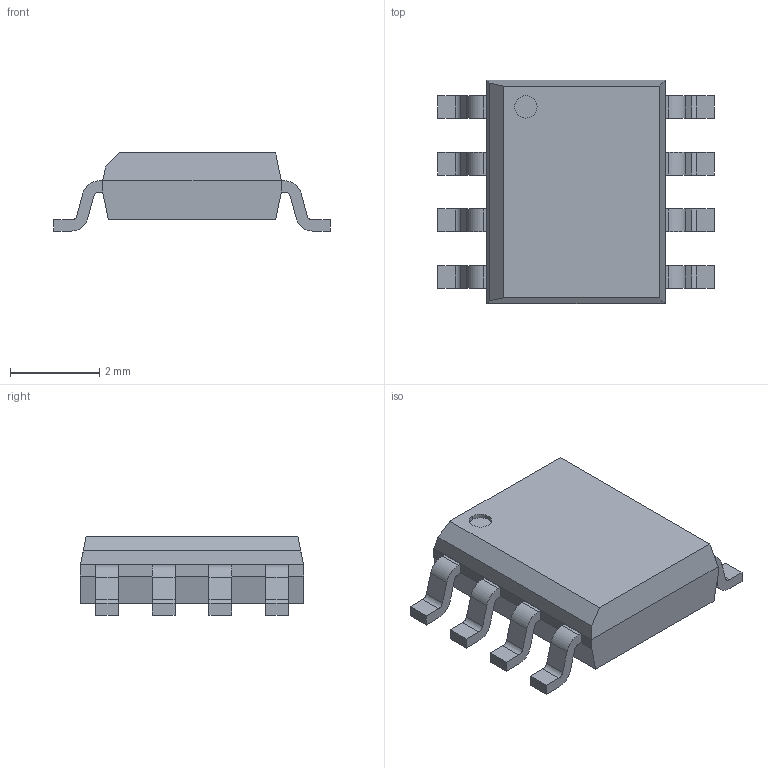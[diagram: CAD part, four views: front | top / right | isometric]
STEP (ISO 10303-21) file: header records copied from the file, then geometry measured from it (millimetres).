
FILE_DESCRIPTION((''),'2;1');
FILE_NAME('SOIC127P600X175-8N.stp','2008-05-20T14:22:14',(''),(''),'Mechanical Desktop 2008','Mechanical Desktop 2008',', , ');
FILE_SCHEMA(('AUTOMOTIVE_DESIGN { 1 2 10303 214 1 1 1 1 }'));
Length unit declared in the file: millimetre
Products named in the file (1): Product
Bounding box: 6.2 x 5 x 1.75 mm (x, y, z)
Volume: 30.4 mm3; surface area: 85.1 mm2
Topology: 9 solids, 9 shells, 128 faces, 323 edges, 214 vertices
Faces by surface type: bspline 56, plane 54, cylinder 18
Entity records: 4075 total; most frequent: CARTESIAN_POINT 1058, ORIENTED_EDGE 646, DIRECTION 537, EDGE_CURVE 323, VECTOR 255, LINE 255, VERTEX_POINT 214, AXIS2_PLACEMENT_3D 141
